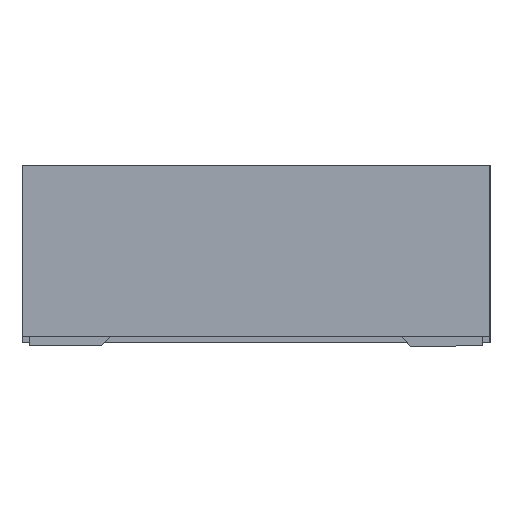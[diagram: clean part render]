
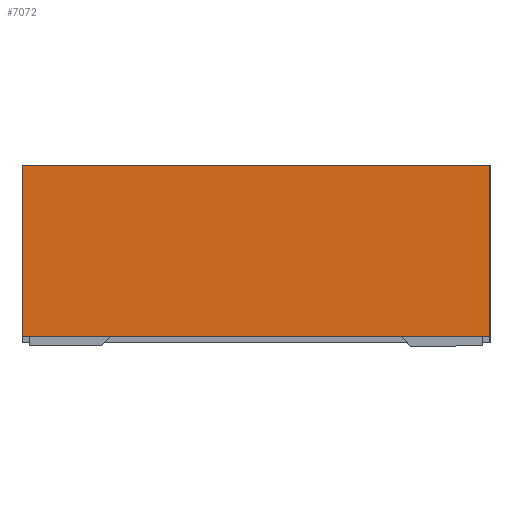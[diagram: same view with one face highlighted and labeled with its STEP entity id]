
A CAD part, left-side view. The second image highlights one B-rep face of the part: STEP entity #7072.
In plain terms, the highlighted planar face has unit normal (-1, 0, 0).
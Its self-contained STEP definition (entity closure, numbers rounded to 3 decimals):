
#95 = VERTEX_POINT ( 'NONE', #15800 ) ;
#287 = VERTEX_POINT ( 'NONE', #22701 ) ;
#1028 = EDGE_CURVE ( 'NONE', #95, #8364, #19957, .T. ) ;
#1216 = DIRECTION ( 'NONE',  ( 0., 0., -1. ) ) ;
#2659 = ORIENTED_EDGE ( 'NONE', *, *, #24004, .F. ) ;
#5435 = DIRECTION ( 'NONE',  ( 0., 0., -1. ) ) ;
#5878 = LINE ( 'NONE', #18372, #23013 ) ;
#7072 = ADVANCED_FACE ( 'NONE', ( #16663 ), #13325, .F. ) ;
#7118 = AXIS2_PLACEMENT_3D ( 'NONE', #20975, #23466, #31005 ) ;
#7262 = EDGE_CURVE ( 'NONE', #287, #14667, #22916, .T. ) ;
#8364 = VERTEX_POINT ( 'NONE', #12250 ) ;
#9290 = CARTESIAN_POINT ( 'NONE',  ( -4.15, -1.3, 0.03 ) ) ;
#11588 = VECTOR ( 'NONE', #24422, 1000. ) ;
#12250 = CARTESIAN_POINT ( 'NONE',  ( -4.15, -1.3, 0.98 ) ) ;
#13325 = PLANE ( 'NONE',  #7118 ) ;
#13870 = DIRECTION ( 'NONE',  ( 0., -1., 0. ) ) ;
#14092 = VECTOR ( 'NONE', #13870, 1000. ) ;
#14495 = EDGE_CURVE ( 'NONE', #95, #14667, #5878, .T. ) ;
#14667 = VERTEX_POINT ( 'NONE', #16271 ) ;
#15800 = CARTESIAN_POINT ( 'NONE',  ( -4.15, 1.3, 0.98 ) ) ;
#16271 = CARTESIAN_POINT ( 'NONE',  ( -4.15, 1.3, 0.03 ) ) ;
#16663 = FACE_OUTER_BOUND ( 'NONE', #23264, .T. ) ;
#17872 = VECTOR ( 'NONE', #5435, 1000. ) ;
#18372 = CARTESIAN_POINT ( 'NONE',  ( -4.15, 1.3, 0.98 ) ) ;
#19459 = LINE ( 'NONE', #22729, #17872 ) ;
#19957 = LINE ( 'NONE', #29045, #14092 ) ;
#20975 = CARTESIAN_POINT ( 'NONE',  ( -4.15, 1.3, 0.98 ) ) ;
#22240 = ORIENTED_EDGE ( 'NONE', *, *, #14495, .T. ) ;
#22701 = CARTESIAN_POINT ( 'NONE',  ( -4.15, -1.3, 0.03 ) ) ;
#22729 = CARTESIAN_POINT ( 'NONE',  ( -4.15, -1.3, 0.98 ) ) ;
#22916 = LINE ( 'NONE', #9290, #11588 ) ;
#23013 = VECTOR ( 'NONE', #1216, 1000. ) ;
#23264 = EDGE_LOOP ( 'NONE', ( #23569, #2659, #30062, #22240 ) ) ;
#23466 = DIRECTION ( 'NONE',  ( 1., 0., 0. ) ) ;
#23569 = ORIENTED_EDGE ( 'NONE', *, *, #7262, .F. ) ;
#24004 = EDGE_CURVE ( 'NONE', #8364, #287, #19459, .T. ) ;
#24422 = DIRECTION ( 'NONE',  ( 0., 1., 0. ) ) ;
#29045 = CARTESIAN_POINT ( 'NONE',  ( -4.15, 1.3, 0.98 ) ) ;
#30062 = ORIENTED_EDGE ( 'NONE', *, *, #1028, .F. ) ;
#31005 = DIRECTION ( 'NONE',  ( 0., 1., 0. ) ) ;
